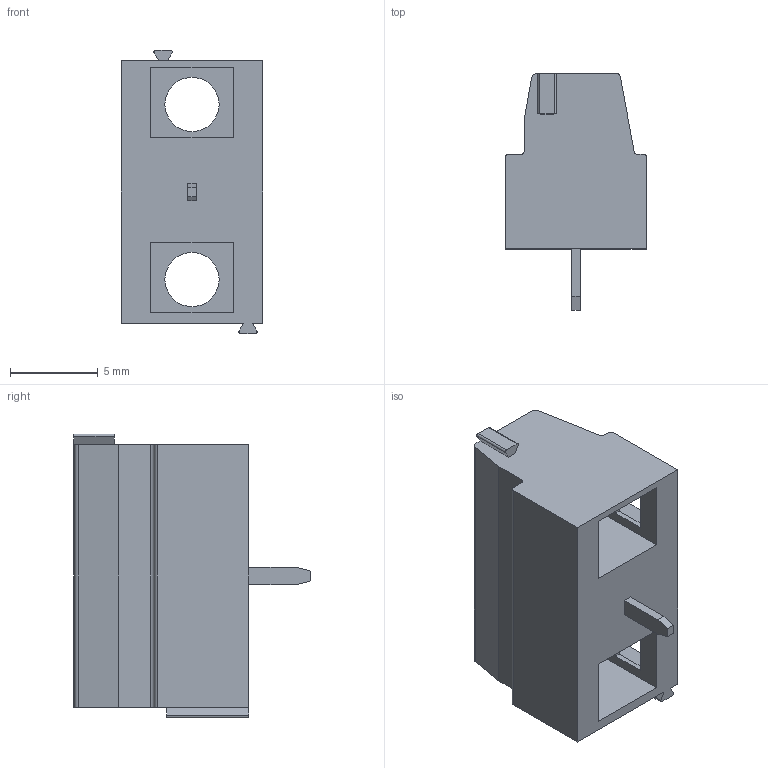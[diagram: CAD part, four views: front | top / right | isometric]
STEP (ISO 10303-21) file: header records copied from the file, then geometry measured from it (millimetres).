
FILE_DESCRIPTION( ( 'Unknown' ), '1' );
FILE_NAME( '691213810101.stp', 'Unknown', ( 'Unknown' ), ( 'Unknown' ), 'PSStep 18.0.17', 'Unknown', ' ' );
FILE_SCHEMA( ( 'AUTOMOTIVE_DESIGN { 1 0 10303 214 1 1 1 1 }' ) );
Length unit declared in the file: millimetre
Products named in the file (2): Assem1; 691213810101
Assembly tree (1 placements, depth 2):
  Assem1
    691213810101
Bounding box: 8.1 x 13.5 x 16.2 mm (x, y, z)
Volume: 632.2 mm3; surface area: 1065.5 mm2
Topology: 1 solids, 1 shells, 101 faces, 263 edges, 172 vertices
Faces by surface type: plane 84, cylinder 17
Full cylindrical faces by diameter (mm): 3.1 x2, 3.8 x3
Entity records: 3864 total; most frequent: CARTESIAN_POINT 527, ORIENTED_EDGE 510, DIRECTION 498, EDGE_CURVE 255, LINE 218, VECTOR 218, VERTEX_POINT 169, AXIS2_PLACEMENT_3D 140
